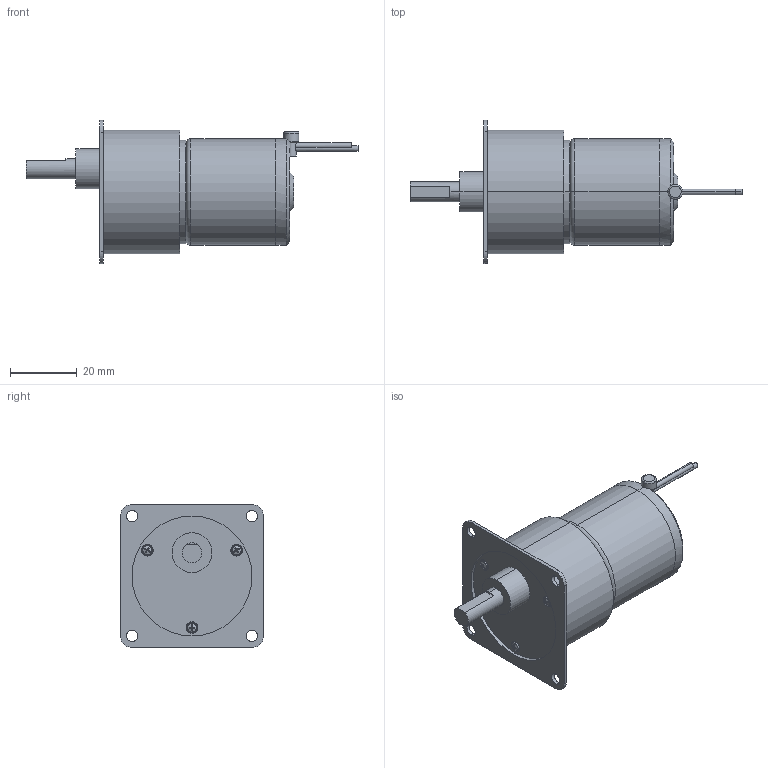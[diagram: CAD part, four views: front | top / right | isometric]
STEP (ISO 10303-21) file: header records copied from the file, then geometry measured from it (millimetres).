
FILE_DESCRIPTION(('starvars output'),'2;1');
FILE_NAME('dme33s43g120-300.stp','11:12:50 2014/09/11',( 'Thomas Industrial Network Germany GmbH'),( 'Thomas Industrial Network Germany GmbH'),'unknown preprocess','ACIS' ,'unknown authorization');
FILE_SCHEMA(('AUTOMOTIVE_DESIGN_CC2 {UNKNOWN IMPLEMENTATION LEVEL}'));
Length unit declared in the file: millimetre
Products named in the file (1): PRODUCT_ID_67
Bounding box: 99.69 x 43 x 43 mm (x, y, z)
Volume: 53429 mm3; surface area: 11001.7 mm2
Topology: 1 solids, 4 shells, 155 faces, 352 edges, 217 vertices
Faces by surface type: plane 67, cylinder 46, cone 24, torus 12, bspline 6
Entity records: 5358 total; most frequent: CARTESIAN_POINT 1032, ORIENTED_EDGE 692, DIRECTION 512, EDGE_CURVE 346, VERTEX_POINT 217, AXIS2_PLACEMENT_3D 187, EDGE_LOOP 181, FACE_BOUND 181
